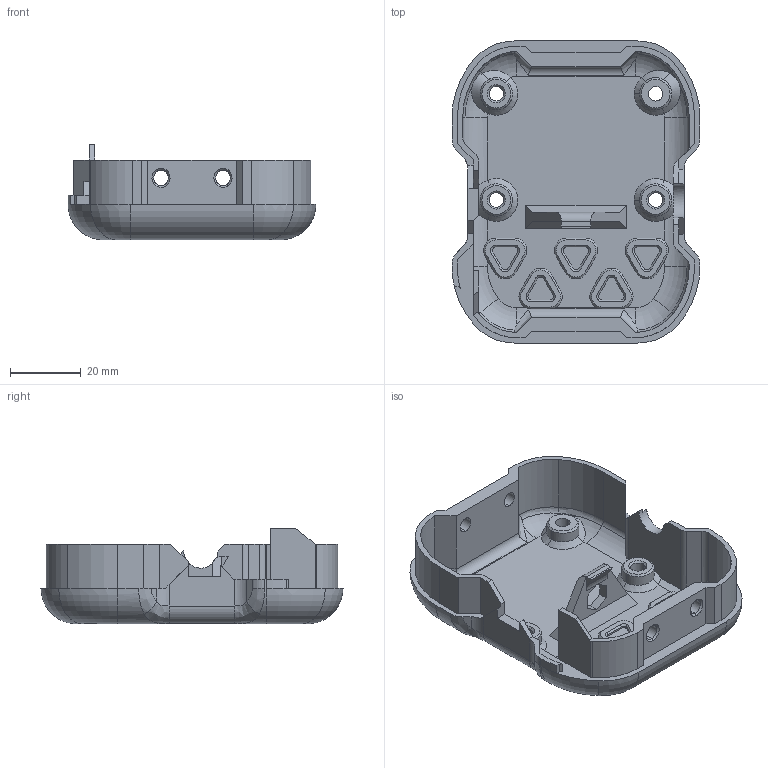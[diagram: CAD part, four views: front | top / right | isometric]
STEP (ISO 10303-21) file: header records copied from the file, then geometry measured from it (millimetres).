
FILE_DESCRIPTION (( 'STEP AP214' ), '1' );
FILE_NAME ('shellback7.STEP', '2025-05-31T16:13:49', ( '' ), ( '' ), 'SwSTEP 2.0', 'SolidWorks 2024', '' );
FILE_SCHEMA (( 'AUTOMOTIVE_DESIGN' ));
Length unit declared in the file: millimetre
Products named in the file (1): shellback7
Bounding box: 70 x 85.3 x 27 mm (x, y, z)
Volume: 22300.8 mm3; surface area: 22295.2 mm2
Topology: 1 solids, 1 shells, 488 faces, 1295 edges, 817 vertices
Faces by surface type: plane 212, cylinder 147, cone 66, bspline 38, torus 25
Entity records: 21331 total; most frequent: CARTESIAN_POINT 9376, ORIENTED_EDGE 2590, DIRECTION 2422, EDGE_CURVE 1295, AXIS2_PLACEMENT_3D 845, VERTEX_POINT 817, VECTOR 732, LINE 732
